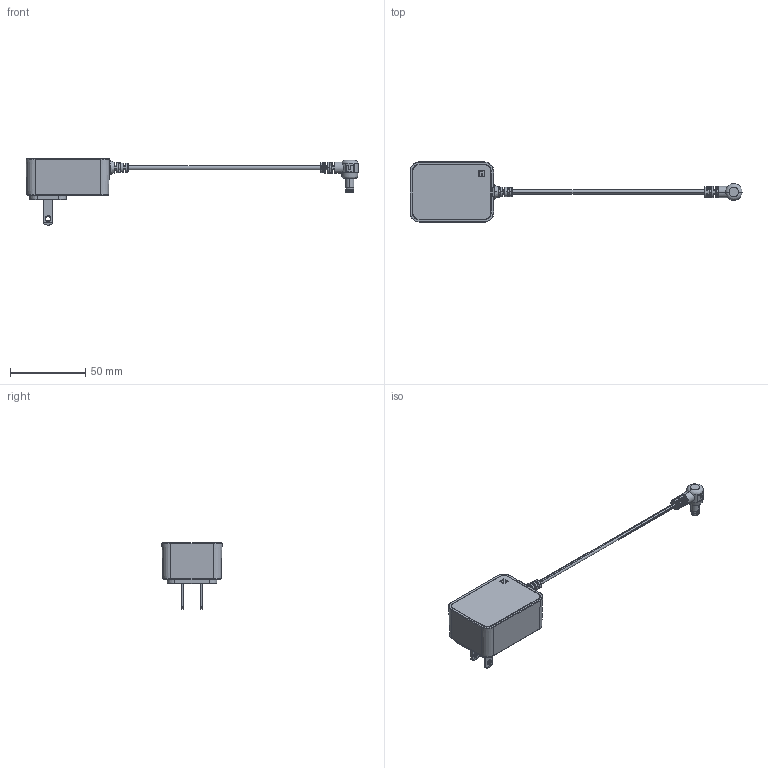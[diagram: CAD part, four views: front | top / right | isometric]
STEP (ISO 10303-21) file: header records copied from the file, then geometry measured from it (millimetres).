
FILE_DESCRIPTION (( 'STEP AP203' ), '1' );
FILE_NAME ('16-00067.STEP', '2019-08-13T21:11:30', ( '' ), ( '' ), 'SwSTEP 2.0', 'SolidWorks 2015', '' );
FILE_SCHEMA (( 'CONFIG_CONTROL_DESIGN' ));
Length unit declared in the file: millimetre
Products named in the file (14): 26-00003_bottom; 16-00067; 30-00341_stripped and tinned; 50-00129 shell; 50-00129 insulator; UL_1-15 pin; 26-00003_top; 24-00006; 10-03166; 26-00003; 50-00129; 24-00279; Nema 1-15 plug; 50-00129 contact
Assembly tree (14 placements, depth 4):
  16-00067
    26-00003
      26-00003_bottom
      26-00003_top
    10-03166
      30-00341_stripped and tinned
      24-00279
      24-00006
      50-00129
        50-00129 contact
        50-00129 insulator
        50-00129 shell
    Nema 1-15 plug
      UL_1-15 pin  x2
Bounding box: 220.47 x 39.98 x 44 mm (x, y, z)
Volume: 20574.8 mm3; surface area: 28903.7 mm2
Topology: 91 solids, 91 shells, 1187 faces, 2649 edges, 1713 vertices
Faces by surface type: plane 616, cylinder 349, bspline 144, cone 42, torus 36
Entity records: 39614 total; most frequent: CARTESIAN_POINT 12730, DIRECTION 5224, ORIENTED_EDGE 5170, EDGE_CURVE 2585, AXIS2_PLACEMENT_3D 1973, VERTEX_POINT 1673, VECTOR 1278, LINE 1278
